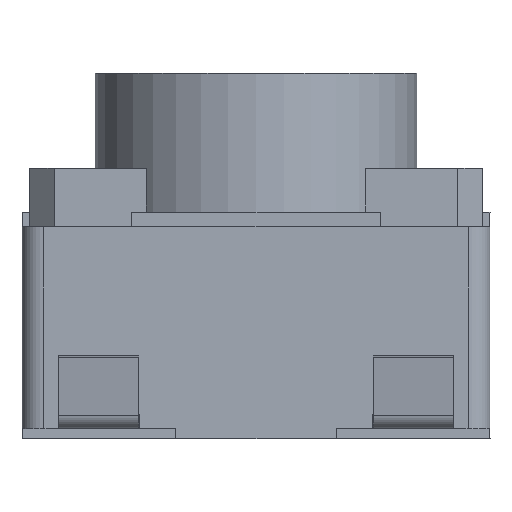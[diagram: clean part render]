
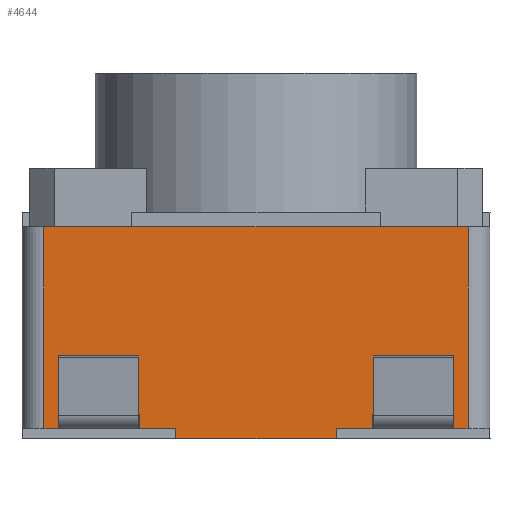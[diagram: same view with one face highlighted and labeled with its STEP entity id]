
A CAD part, left-side view. The second image highlights one B-rep face of the part: STEP entity #4644.
In plain terms, the highlighted planar face has unit normal (-1, 0, 0).
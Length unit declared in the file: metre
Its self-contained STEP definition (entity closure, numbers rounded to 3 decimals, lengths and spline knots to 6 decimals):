
#538=ORIENTED_EDGE('',*,*,#1659,.F.);
#539=ORIENTED_EDGE('',*,*,#1660,.T.);
#540=ORIENTED_EDGE('',*,*,#1661,.F.);
#541=ORIENTED_EDGE('',*,*,#1662,.F.);
#542=ORIENTED_EDGE('',*,*,#1663,.F.);
#543=ORIENTED_EDGE('',*,*,#1664,.F.);
#544=ORIENTED_EDGE('',*,*,#1665,.F.);
#545=ORIENTED_EDGE('',*,*,#1666,.T.);
#546=ORIENTED_EDGE('',*,*,#1667,.F.);
#547=ORIENTED_EDGE('',*,*,#1668,.T.);
#548=ORIENTED_EDGE('',*,*,#1669,.F.);
#549=ORIENTED_EDGE('',*,*,#1670,.F.);
#550=ORIENTED_EDGE('',*,*,#1671,.F.);
#551=ORIENTED_EDGE('',*,*,#1672,.T.);
#552=ORIENTED_EDGE('',*,*,#1673,.T.);
#553=ORIENTED_EDGE('',*,*,#1674,.F.);
#1659=EDGE_CURVE('',#2304,#2305,#2768,.T.);
#1660=EDGE_CURVE('',#2304,#2306,#2769,.T.);
#1661=EDGE_CURVE('',#2307,#2306,#2770,.T.);
#1662=EDGE_CURVE('',#2308,#2307,#2771,.T.);
#1663=EDGE_CURVE('',#2309,#2308,#2772,.T.);
#1664=EDGE_CURVE('',#2310,#2309,#2773,.T.);
#1665=EDGE_CURVE('',#2311,#2310,#2774,.T.);
#1666=EDGE_CURVE('',#2311,#2312,#2775,.T.);
#1667=EDGE_CURVE('',#2313,#2312,#2776,.T.);
#1668=EDGE_CURVE('',#2313,#2314,#2777,.T.);
#1669=EDGE_CURVE('',#2315,#2314,#2778,.T.);
#1670=EDGE_CURVE('',#2316,#2315,#2779,.T.);
#1671=EDGE_CURVE('',#2317,#2316,#2780,.T.);
#1672=EDGE_CURVE('',#2317,#2318,#2781,.T.);
#1673=EDGE_CURVE('',#2318,#2319,#2782,.T.);
#1674=EDGE_CURVE('',#2305,#2319,#2783,.T.);
#2304=VERTEX_POINT('',#7840);
#2305=VERTEX_POINT('',#7841);
#2306=VERTEX_POINT('',#7843);
#2307=VERTEX_POINT('',#7845);
#2308=VERTEX_POINT('',#7847);
#2309=VERTEX_POINT('',#7849);
#2310=VERTEX_POINT('',#7851);
#2311=VERTEX_POINT('',#7853);
#2312=VERTEX_POINT('',#7855);
#2313=VERTEX_POINT('',#7857);
#2314=VERTEX_POINT('',#7859);
#2315=VERTEX_POINT('',#7861);
#2316=VERTEX_POINT('',#7863);
#2317=VERTEX_POINT('',#7865);
#2318=VERTEX_POINT('',#7867);
#2319=VERTEX_POINT('',#7869);
#2768=LINE('',#7839,#3330);
#2769=LINE('',#7842,#3331);
#2770=LINE('',#7844,#3332);
#2771=LINE('',#7846,#3333);
#2772=LINE('',#7848,#3334);
#2773=LINE('',#7850,#3335);
#2774=LINE('',#7852,#3336);
#2775=LINE('',#7854,#3337);
#2776=LINE('',#7856,#3338);
#2777=LINE('',#7858,#3339);
#2778=LINE('',#7860,#3340);
#2779=LINE('',#7862,#3341);
#2780=LINE('',#7864,#3342);
#2781=LINE('',#7866,#3343);
#2782=LINE('',#7868,#3344);
#2783=LINE('',#7870,#3345);
#3330=VECTOR('',#6534,1.);
#3331=VECTOR('',#6535,1.);
#3332=VECTOR('',#6536,1.);
#3333=VECTOR('',#6537,1.);
#3334=VECTOR('',#6538,1.);
#3335=VECTOR('',#6539,1.);
#3336=VECTOR('',#6540,1.);
#3337=VECTOR('',#6541,1.);
#3338=VECTOR('',#6542,1.);
#3339=VECTOR('',#6543,1.);
#3340=VECTOR('',#6544,1.);
#3341=VECTOR('',#6545,1.);
#3342=VECTOR('',#6546,1.);
#3343=VECTOR('',#6547,1.);
#3344=VECTOR('',#6548,1.);
#3345=VECTOR('',#6549,1.);
#3840=EDGE_LOOP('',(#538,#539,#540,#541,#542,#543,#544,#545,#546,#547,#548,
#549,#550,#551,#552,#553));
#4082=FACE_BOUND('',#3840,.T.);
#4299=PLANE('',#5917);
#4644=ADVANCED_FACE('',(#4082),#4299,.F.);
#5917=AXIS2_PLACEMENT_3D('',#7838,#6532,#6533);
#6532=DIRECTION('',(1.,0.,0.));
#6533=DIRECTION('',(0.,1.,0.));
#6534=DIRECTION('',(0.,1.,0.));
#6535=DIRECTION('',(0.,0.,1.));
#6536=DIRECTION('',(0.,1.,0.));
#6537=DIRECTION('',(0.,0.,1.));
#6538=DIRECTION('',(0.,1.,0.));
#6539=DIRECTION('',(0.,0.,1.));
#6540=DIRECTION('',(0.,1.,0.));
#6541=DIRECTION('',(0.,0.,1.));
#6542=DIRECTION('',(0.,1.,0.));
#6543=DIRECTION('',(0.,0.,1.));
#6544=DIRECTION('',(0.,1.,0.));
#6545=DIRECTION('',(0.,0.,1.));
#6546=DIRECTION('',(0.,1.,0.));
#6547=DIRECTION('',(0.,0.,1.));
#6548=DIRECTION('',(0.,1.,0.));
#6549=DIRECTION('',(0.,0.,1.));
#7838=CARTESIAN_POINT('',(-0.00209,0.,0.000725));
#7839=CARTESIAN_POINT('',(-0.00209,0.,0.00007));
#7840=CARTESIAN_POINT('',(-0.00209,0.00135,0.00007));
#7841=CARTESIAN_POINT('',(-0.00209,0.00145,0.00007));
#7842=CARTESIAN_POINT('',(-0.00209,0.00135,0.000725));
#7843=CARTESIAN_POINT('',(-0.00209,0.00135,0.000169));
#7844=CARTESIAN_POINT('',(-0.00209,0.,0.000169));
#7845=CARTESIAN_POINT('',(-0.00209,0.0008,0.000169));
#7846=CARTESIAN_POINT('',(-0.00209,0.0008,0.000725));
#7847=CARTESIAN_POINT('',(-0.00209,0.0008,0.00007));
#7848=CARTESIAN_POINT('',(-0.00209,0.,0.00007));
#7849=CARTESIAN_POINT('',(-0.00209,0.00055,0.00007));
#7850=CARTESIAN_POINT('',(-0.00209,0.00055,0.000725));
#7851=CARTESIAN_POINT('',(-0.00209,0.00055,0.));
#7852=CARTESIAN_POINT('',(-0.00209,0.,0.));
#7853=CARTESIAN_POINT('',(-0.00209,-0.00055,0.));
#7854=CARTESIAN_POINT('',(-0.00209,-0.00055,0.000725));
#7855=CARTESIAN_POINT('',(-0.00209,-0.00055,0.00007));
#7856=CARTESIAN_POINT('',(-0.00209,0.,0.00007));
#7857=CARTESIAN_POINT('',(-0.00209,-0.0008,0.00007));
#7858=CARTESIAN_POINT('',(-0.00209,-0.0008,0.000725));
#7859=CARTESIAN_POINT('',(-0.00209,-0.0008,0.000169));
#7860=CARTESIAN_POINT('',(-0.00209,0.,0.000169));
#7861=CARTESIAN_POINT('',(-0.00209,-0.00135,0.000169));
#7862=CARTESIAN_POINT('',(-0.00209,-0.00135,0.000725));
#7863=CARTESIAN_POINT('',(-0.00209,-0.00135,0.00007));
#7864=CARTESIAN_POINT('',(-0.00209,0.,0.00007));
#7865=CARTESIAN_POINT('',(-0.00209,-0.00145,0.00007));
#7866=CARTESIAN_POINT('',(-0.00209,-0.00145,0.000725));
#7867=CARTESIAN_POINT('',(-0.00209,-0.00145,0.00145));
#7868=CARTESIAN_POINT('',(-0.00209,0.,0.00145));
#7869=CARTESIAN_POINT('',(-0.00209,0.00145,0.00145));
#7870=CARTESIAN_POINT('',(-0.00209,0.00145,0.000725));
